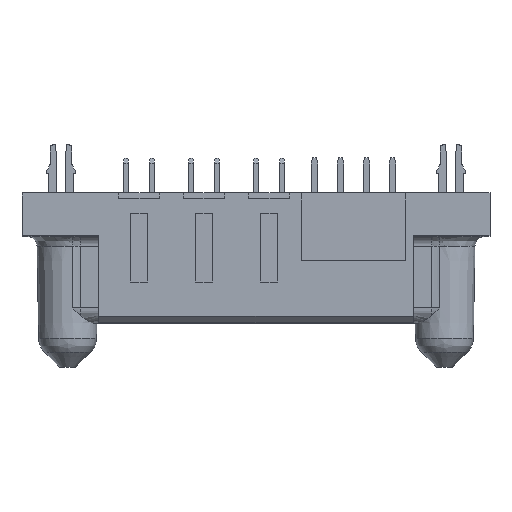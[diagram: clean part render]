
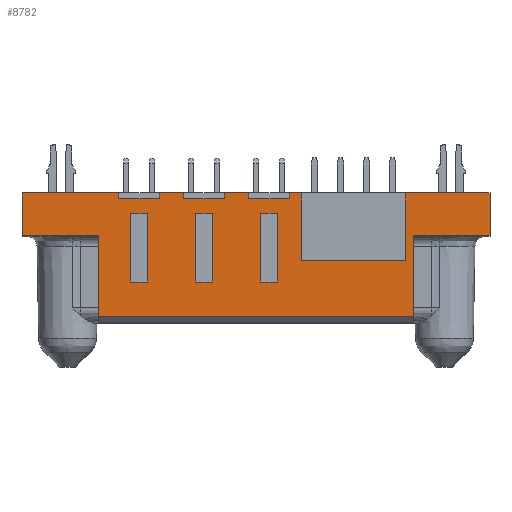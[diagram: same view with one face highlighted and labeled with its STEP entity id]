
A CAD part, top view. The second image highlights one B-rep face of the part: STEP entity #8782.
In plain terms, the highlighted planar face has unit normal (0, 0, 1).
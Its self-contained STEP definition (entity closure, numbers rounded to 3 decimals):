
#665=CARTESIAN_POINT('',(15.875,6.1,5.97));
#666=VERTEX_POINT('',#665);
#667=CARTESIAN_POINT('',(26.035,6.1,5.97));
#668=VERTEX_POINT('',#667);
#669=CARTESIAN_POINT('',(15.875,6.1,5.97));
#670=DIRECTION('',(1.,0.,0.));
#671=VECTOR('',#670,10.16);
#672=LINE('',#669,#671);
#673=EDGE_CURVE('',#666,#668,#672,.T.);
#1936=CARTESIAN_POINT('',(10.71,12.7,5.97));
#1937=VERTEX_POINT('',#1936);
#1938=CARTESIAN_POINT('',(10.71,12.2,5.97));
#1939=VERTEX_POINT('',#1938);
#1940=CARTESIAN_POINT('',(10.71,12.7,5.97));
#1941=DIRECTION('',(0.,-1.,0.));
#1942=VECTOR('',#1941,0.5);
#1943=LINE('',#1940,#1942);
#1944=EDGE_CURVE('',#1937,#1939,#1943,.T.);
#2007=CARTESIAN_POINT('',(8.34,12.2,5.97));
#2008=VERTEX_POINT('',#2007);
#2009=CARTESIAN_POINT('',(8.34,12.7,5.97));
#2010=VERTEX_POINT('',#2009);
#2011=CARTESIAN_POINT('',(8.34,12.2,5.97));
#2012=DIRECTION('',(0.,1.,0.));
#2013=VECTOR('',#2012,0.5);
#2014=LINE('',#2011,#2013);
#2015=EDGE_CURVE('',#2008,#2010,#2014,.T.);
#2078=CARTESIAN_POINT('',(4.36,12.7,5.97));
#2079=VERTEX_POINT('',#2078);
#2080=CARTESIAN_POINT('',(4.36,12.2,5.97));
#2081=VERTEX_POINT('',#2080);
#2082=CARTESIAN_POINT('',(4.36,12.7,5.97));
#2083=DIRECTION('',(0.,-1.,0.));
#2084=VECTOR('',#2083,0.5);
#2085=LINE('',#2082,#2084);
#2086=EDGE_CURVE('',#2079,#2081,#2085,.T.);
#2149=CARTESIAN_POINT('',(1.99,12.2,5.97));
#2150=VERTEX_POINT('',#2149);
#2151=CARTESIAN_POINT('',(1.99,12.7,5.97));
#2152=VERTEX_POINT('',#2151);
#2153=CARTESIAN_POINT('',(1.99,12.2,5.97));
#2154=DIRECTION('',(0.,1.,0.));
#2155=VECTOR('',#2154,0.5);
#2156=LINE('',#2153,#2155);
#2157=EDGE_CURVE('',#2150,#2152,#2156,.T.);
#2220=CARTESIAN_POINT('',(-1.99,12.7,5.97));
#2221=VERTEX_POINT('',#2220);
#2222=CARTESIAN_POINT('',(-1.99,12.2,5.97));
#2223=VERTEX_POINT('',#2222);
#2224=CARTESIAN_POINT('',(-1.99,12.7,5.97));
#2225=DIRECTION('',(0.,-1.,0.));
#2226=VECTOR('',#2225,0.5);
#2227=LINE('',#2224,#2226);
#2228=EDGE_CURVE('',#2221,#2223,#2227,.T.);
#2291=CARTESIAN_POINT('',(14.69,12.2,5.97));
#2292=VERTEX_POINT('',#2291);
#2293=CARTESIAN_POINT('',(14.69,12.7,5.97));
#2294=VERTEX_POINT('',#2293);
#2295=CARTESIAN_POINT('',(14.69,12.2,5.97));
#2296=DIRECTION('',(0.,1.,0.));
#2297=VECTOR('',#2296,0.5);
#2298=LINE('',#2295,#2297);
#2299=EDGE_CURVE('',#2292,#2294,#2298,.T.);
#2424=CARTESIAN_POINT('',(-3.93,0.65,5.97));
#2425=VERTEX_POINT('',#2424);
#2426=CARTESIAN_POINT('',(-3.93,8.5,5.97));
#2427=VERTEX_POINT('',#2426);
#2428=CARTESIAN_POINT('',(-3.93,0.65,5.97));
#2429=DIRECTION('',(0.,1.,0.));
#2430=VECTOR('',#2429,7.85);
#2431=LINE('',#2428,#2430);
#2432=EDGE_CURVE('',#2425,#2427,#2431,.T.);
#2730=CARTESIAN_POINT('',(-11.43,8.5,5.97));
#2731=VERTEX_POINT('',#2730);
#2769=CARTESIAN_POINT('',(-3.93,8.5,5.97));
#2770=DIRECTION('',(-1.,0.,0.));
#2771=VECTOR('',#2770,7.5);
#2772=LINE('',#2769,#2771);
#2773=EDGE_CURVE('',#2427,#2731,#2772,.T.);
#3459=CARTESIAN_POINT('',(-11.43,12.7,5.97));
#3460=VERTEX_POINT('',#3459);
#3461=CARTESIAN_POINT('',(-11.43,8.5,5.97));
#3462=DIRECTION('',(0.,1.,0.));
#3463=VECTOR('',#3462,4.2);
#3464=LINE('',#3461,#3463);
#3465=EDGE_CURVE('',#2731,#3460,#3464,.T.);
#6805=CARTESIAN_POINT('',(0.79,10.7,5.97));
#6806=VERTEX_POINT('',#6805);
#6807=CARTESIAN_POINT('',(-0.79,10.7,5.97));
#6808=VERTEX_POINT('',#6807);
#6809=CARTESIAN_POINT('',(0.79,10.7,5.97));
#6810=DIRECTION('',(-1.,0.,0.));
#6811=VECTOR('',#6810,1.58);
#6812=LINE('',#6809,#6811);
#6813=EDGE_CURVE('',#6806,#6808,#6812,.T.);
#6845=CARTESIAN_POINT('',(0.79,4.,5.97));
#6846=VERTEX_POINT('',#6845);
#6847=CARTESIAN_POINT('',(0.79,4.,5.97));
#6848=DIRECTION('',(0.,1.,0.));
#6849=VECTOR('',#6848,6.7);
#6850=LINE('',#6847,#6849);
#6851=EDGE_CURVE('',#6846,#6806,#6850,.T.);
#6876=CARTESIAN_POINT('',(-0.79,4.,5.97));
#6877=VERTEX_POINT('',#6876);
#6878=CARTESIAN_POINT('',(-0.79,4.,5.97));
#6879=DIRECTION('',(1.,0.,0.));
#6880=VECTOR('',#6879,1.58);
#6881=LINE('',#6878,#6880);
#6882=EDGE_CURVE('',#6877,#6846,#6881,.T.);
#6907=CARTESIAN_POINT('',(-0.79,10.7,5.97));
#6908=DIRECTION('',(0.,-1.,0.));
#6909=VECTOR('',#6908,6.7);
#6910=LINE('',#6907,#6909);
#6911=EDGE_CURVE('',#6808,#6877,#6910,.T.);
#6929=CARTESIAN_POINT('',(5.56,4.,5.97));
#6930=VERTEX_POINT('',#6929);
#6931=CARTESIAN_POINT('',(7.14,4.,5.97));
#6932=VERTEX_POINT('',#6931);
#6933=CARTESIAN_POINT('',(5.56,4.,5.97));
#6934=DIRECTION('',(1.,0.,0.));
#6935=VECTOR('',#6934,1.58);
#6936=LINE('',#6933,#6935);
#6937=EDGE_CURVE('',#6930,#6932,#6936,.T.);
#6969=CARTESIAN_POINT('',(5.56,10.7,5.97));
#6970=VERTEX_POINT('',#6969);
#6971=CARTESIAN_POINT('',(5.56,10.7,5.97));
#6972=DIRECTION('',(0.,-1.,0.));
#6973=VECTOR('',#6972,6.7);
#6974=LINE('',#6971,#6973);
#6975=EDGE_CURVE('',#6970,#6930,#6974,.T.);
#7000=CARTESIAN_POINT('',(7.14,10.7,5.97));
#7001=VERTEX_POINT('',#7000);
#7002=CARTESIAN_POINT('',(7.14,10.7,5.97));
#7003=DIRECTION('',(-1.,0.,0.));
#7004=VECTOR('',#7003,1.58);
#7005=LINE('',#7002,#7004);
#7006=EDGE_CURVE('',#7001,#6970,#7005,.T.);
#7031=CARTESIAN_POINT('',(7.14,4.,5.97));
#7032=DIRECTION('',(0.,1.,0.));
#7033=VECTOR('',#7032,6.7);
#7034=LINE('',#7031,#7033);
#7035=EDGE_CURVE('',#6932,#7001,#7034,.T.);
#7053=CARTESIAN_POINT('',(11.91,4.,5.97));
#7054=VERTEX_POINT('',#7053);
#7055=CARTESIAN_POINT('',(13.49,4.,5.97));
#7056=VERTEX_POINT('',#7055);
#7057=CARTESIAN_POINT('',(11.91,4.,5.97));
#7058=DIRECTION('',(1.,0.,0.));
#7059=VECTOR('',#7058,1.58);
#7060=LINE('',#7057,#7059);
#7061=EDGE_CURVE('',#7054,#7056,#7060,.T.);
#7093=CARTESIAN_POINT('',(11.91,10.7,5.97));
#7094=VERTEX_POINT('',#7093);
#7095=CARTESIAN_POINT('',(11.91,10.7,5.97));
#7096=DIRECTION('',(0.,-1.,0.));
#7097=VECTOR('',#7096,6.7);
#7098=LINE('',#7095,#7097);
#7099=EDGE_CURVE('',#7094,#7054,#7098,.T.);
#7124=CARTESIAN_POINT('',(13.49,10.7,5.97));
#7125=VERTEX_POINT('',#7124);
#7126=CARTESIAN_POINT('',(13.49,10.7,5.97));
#7127=DIRECTION('',(-1.,0.,0.));
#7128=VECTOR('',#7127,1.58);
#7129=LINE('',#7126,#7128);
#7130=EDGE_CURVE('',#7125,#7094,#7129,.T.);
#7155=CARTESIAN_POINT('',(13.49,4.,5.97));
#7156=DIRECTION('',(0.,1.,0.));
#7157=VECTOR('',#7156,6.7);
#7158=LINE('',#7155,#7157);
#7159=EDGE_CURVE('',#7056,#7125,#7158,.T.);
#8634=CARTESIAN_POINT('',(26.79,0.65,5.97));
#8635=VERTEX_POINT('',#8634);
#8642=CARTESIAN_POINT('',(26.79,0.65,5.97));
#8643=DIRECTION('',(-1.,0.,0.));
#8644=VECTOR('',#8643,30.72);
#8645=LINE('',#8642,#8644);
#8646=EDGE_CURVE('',#8635,#2425,#8645,.T.);
#8658=CARTESIAN_POINT('',(11.43,6.675,5.97));
#8659=DIRECTION('',(1.,0.,0.));
#8660=DIRECTION('',(0.,0.,1.));
#8661=AXIS2_PLACEMENT_3D('',#8658,#8660,#8659);
#8662=PLANE('',#8661);
#8663=CARTESIAN_POINT('',(26.035,12.7,5.97));
#8664=VERTEX_POINT('',#8663);
#8665=CARTESIAN_POINT('',(26.035,6.1,5.97));
#8666=DIRECTION('',(0.,1.,0.));
#8667=VECTOR('',#8666,6.6);
#8668=LINE('',#8665,#8667);
#8669=EDGE_CURVE('',#668,#8664,#8668,.T.);
#8670=ORIENTED_EDGE('',*,*,#8669,.F.);
#8671=ORIENTED_EDGE('',*,*,#673,.F.);
#8672=CARTESIAN_POINT('',(15.875,12.7,5.97));
#8673=VERTEX_POINT('',#8672);
#8674=CARTESIAN_POINT('',(15.875,12.7,5.97));
#8675=DIRECTION('',(0.,-1.,0.));
#8676=VECTOR('',#8675,6.6);
#8677=LINE('',#8674,#8676);
#8678=EDGE_CURVE('',#8673,#666,#8677,.T.);
#8679=ORIENTED_EDGE('',*,*,#8678,.F.);
#8680=CARTESIAN_POINT('',(14.69,12.7,5.97));
#8681=DIRECTION('',(1.,0.,0.));
#8682=VECTOR('',#8681,1.185);
#8683=LINE('',#8680,#8682);
#8684=EDGE_CURVE('',#2294,#8673,#8683,.T.);
#8685=ORIENTED_EDGE('',*,*,#8684,.F.);
#8686=ORIENTED_EDGE('',*,*,#2299,.F.);
#8687=CARTESIAN_POINT('',(10.71,12.2,5.97));
#8688=DIRECTION('',(1.,0.,0.));
#8689=VECTOR('',#8688,3.98);
#8690=LINE('',#8687,#8689);
#8691=EDGE_CURVE('',#1939,#2292,#8690,.T.);
#8692=ORIENTED_EDGE('',*,*,#8691,.F.);
#8693=ORIENTED_EDGE('',*,*,#1944,.F.);
#8694=CARTESIAN_POINT('',(8.34,12.7,5.97));
#8695=DIRECTION('',(1.,0.,0.));
#8696=VECTOR('',#8695,2.37);
#8697=LINE('',#8694,#8696);
#8698=EDGE_CURVE('',#2010,#1937,#8697,.T.);
#8699=ORIENTED_EDGE('',*,*,#8698,.F.);
#8700=ORIENTED_EDGE('',*,*,#2015,.F.);
#8701=CARTESIAN_POINT('',(4.36,12.2,5.97));
#8702=DIRECTION('',(1.,0.,0.));
#8703=VECTOR('',#8702,3.98);
#8704=LINE('',#8701,#8703);
#8705=EDGE_CURVE('',#2081,#2008,#8704,.T.);
#8706=ORIENTED_EDGE('',*,*,#8705,.F.);
#8707=ORIENTED_EDGE('',*,*,#2086,.F.);
#8708=CARTESIAN_POINT('',(1.99,12.7,5.97));
#8709=DIRECTION('',(1.,0.,0.));
#8710=VECTOR('',#8709,2.37);
#8711=LINE('',#8708,#8710);
#8712=EDGE_CURVE('',#2152,#2079,#8711,.T.);
#8713=ORIENTED_EDGE('',*,*,#8712,.F.);
#8714=ORIENTED_EDGE('',*,*,#2157,.F.);
#8715=CARTESIAN_POINT('',(-1.99,12.2,5.97));
#8716=DIRECTION('',(1.,0.,0.));
#8717=VECTOR('',#8716,3.98);
#8718=LINE('',#8715,#8717);
#8719=EDGE_CURVE('',#2223,#2150,#8718,.T.);
#8720=ORIENTED_EDGE('',*,*,#8719,.F.);
#8721=ORIENTED_EDGE('',*,*,#2228,.F.);
#8722=CARTESIAN_POINT('',(-11.43,12.7,5.97));
#8723=DIRECTION('',(1.,0.,0.));
#8724=VECTOR('',#8723,9.44);
#8725=LINE('',#8722,#8724);
#8726=EDGE_CURVE('',#3460,#2221,#8725,.T.);
#8727=ORIENTED_EDGE('',*,*,#8726,.F.);
#8728=ORIENTED_EDGE('',*,*,#3465,.F.);
#8729=ORIENTED_EDGE('',*,*,#2773,.F.);
#8730=ORIENTED_EDGE('',*,*,#2432,.F.);
#8731=ORIENTED_EDGE('',*,*,#8646,.F.);
#8732=CARTESIAN_POINT('',(26.79,8.5,5.97));
#8733=VERTEX_POINT('',#8732);
#8734=CARTESIAN_POINT('',(26.79,0.65,5.97));
#8735=DIRECTION('',(0.,1.,0.));
#8736=VECTOR('',#8735,7.85);
#8737=LINE('',#8734,#8736);
#8738=EDGE_CURVE('',#8635,#8733,#8737,.T.);
#8739=ORIENTED_EDGE('',*,*,#8738,.T.);
#8740=CARTESIAN_POINT('',(34.29,8.5,5.97));
#8741=VERTEX_POINT('',#8740);
#8742=CARTESIAN_POINT('',(26.79,8.5,5.97));
#8743=DIRECTION('',(1.,0.,0.));
#8744=VECTOR('',#8743,7.5);
#8745=LINE('',#8742,#8744);
#8746=EDGE_CURVE('',#8733,#8741,#8745,.T.);
#8747=ORIENTED_EDGE('',*,*,#8746,.T.);
#8748=CARTESIAN_POINT('',(34.29,12.7,5.97));
#8749=VERTEX_POINT('',#8748);
#8750=CARTESIAN_POINT('',(34.29,8.5,5.97));
#8751=DIRECTION('',(0.,1.,0.));
#8752=VECTOR('',#8751,4.2);
#8753=LINE('',#8750,#8752);
#8754=EDGE_CURVE('',#8741,#8749,#8753,.T.);
#8755=ORIENTED_EDGE('',*,*,#8754,.T.);
#8756=CARTESIAN_POINT('',(34.29,12.7,5.97));
#8757=DIRECTION('',(-1.,0.,0.));
#8758=VECTOR('',#8757,8.255);
#8759=LINE('',#8756,#8758);
#8760=EDGE_CURVE('',#8749,#8664,#8759,.T.);
#8761=ORIENTED_EDGE('',*,*,#8760,.T.);
#8762=EDGE_LOOP('',(#8670,#8671,#8679,#8685,#8686,#8692,#8693,#8699,#8700,#8706,#8707,#8713,#8714,#8720,#8721,#8727,#8728,#8729,#8730,#8731,#8739,#8747,#8755,#8761));
#8763=FACE_OUTER_BOUND('',#8762,.T.);
#8764=ORIENTED_EDGE('',*,*,#7099,.F.);
#8765=ORIENTED_EDGE('',*,*,#7130,.F.);
#8766=ORIENTED_EDGE('',*,*,#7159,.F.);
#8767=ORIENTED_EDGE('',*,*,#7061,.F.);
#8768=EDGE_LOOP('',(#8764,#8765,#8766,#8767));
#8769=FACE_BOUND('',#8768,.T.);
#8770=ORIENTED_EDGE('',*,*,#6975,.F.);
#8771=ORIENTED_EDGE('',*,*,#7006,.F.);
#8772=ORIENTED_EDGE('',*,*,#7035,.F.);
#8773=ORIENTED_EDGE('',*,*,#6937,.F.);
#8774=EDGE_LOOP('',(#8770,#8771,#8772,#8773));
#8775=FACE_BOUND('',#8774,.T.);
#8776=ORIENTED_EDGE('',*,*,#6851,.F.);
#8777=ORIENTED_EDGE('',*,*,#6882,.F.);
#8778=ORIENTED_EDGE('',*,*,#6911,.F.);
#8779=ORIENTED_EDGE('',*,*,#6813,.F.);
#8780=EDGE_LOOP('',(#8776,#8777,#8778,#8779));
#8781=FACE_BOUND('',#8780,.T.);
#8782=ADVANCED_FACE('',(#8763,#8769,#8775,#8781),#8662,.T.);
